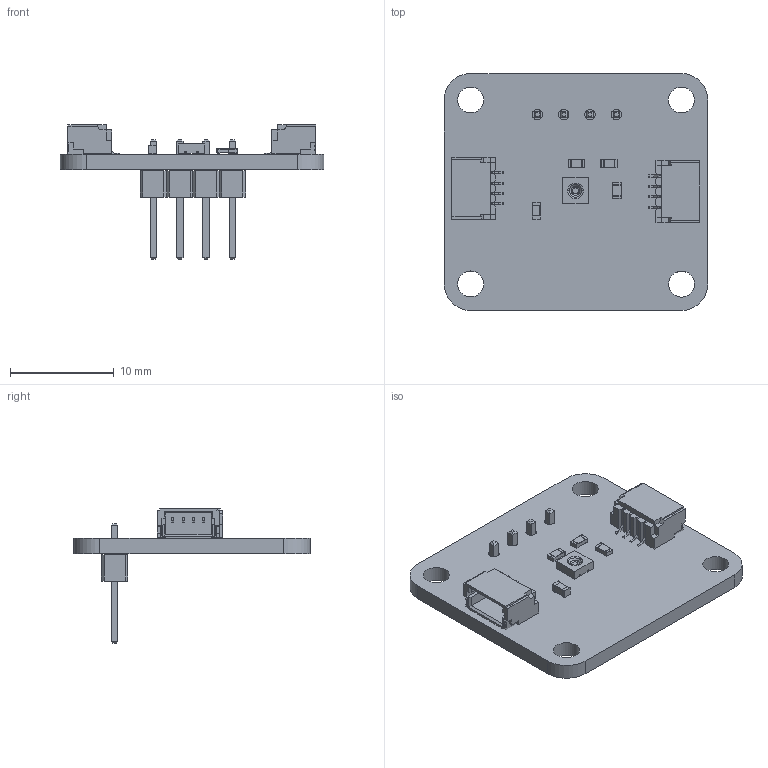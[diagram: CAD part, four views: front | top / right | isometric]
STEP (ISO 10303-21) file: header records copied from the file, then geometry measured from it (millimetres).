
FILE_DESCRIPTION(('KiCad electronic assembly'),'2;1');
FILE_NAME('PCBCUPID-GMOD-SHT35.step','2025-07-15T12:49:09',('Pcbnew'),( 'Kicad'),'Open CASCADE STEP processor 7.8','KiCad to STEP converter' ,'Unknown');
FILE_SCHEMA(('AUTOMOTIVE_DESIGN { 1 0 10303 214 1 1 1 1 }'));
Length unit declared in the file: millimetre
Products named in the file (8): PCBCUPID-GMOD-SHT35 1; SHT35-DIS-B2.5KS--3DModel-STEP-1; R_0603_1608Metric; PRT-14417--3DModel-STEP-1; C_0603_1608Metric; PinHeader_1x04_P2.54mm_Vertical; PCBCUPID-GMOD-SHT35_copper; PCBCUPID-GMOD-SHT35_PCB
Assembly tree (10 placements, depth 2):
  PCBCUPID-GMOD-SHT35 1
    SHT35-DIS-B2.5KS--3DModel-STEP-1
    R_0603_1608Metric  x3
    PRT-14417--3DModel-STEP-1  x2
    C_0603_1608Metric
    PinHeader_1x04_P2.54mm_Vertical
    PCBCUPID-GMOD-SHT35_copper
    PCBCUPID-GMOD-SHT35_PCB
Bounding box: 25.44 x 22.86 x 12.97 mm (x, y, z)
Volume: 1003.4 mm3; surface area: 1953.3 mm2
Topology: 30 solids, 30 shells, 772 faces, 2039 edges, 1336 vertices
Faces by surface type: plane 628, cylinder 138, torus 4, cone 2
Full cylindrical faces by diameter (mm): 1 x4, 2.5 x4
Entity records: 16592 total; most frequent: CARTESIAN_POINT 2583, ORIENTED_EDGE 2518, DIRECTION 2437, EDGE_CURVE 1259, LINE 1085, VECTOR 1085, VERTEX_POINT 822, AXIS2_PLACEMENT_3D 676
